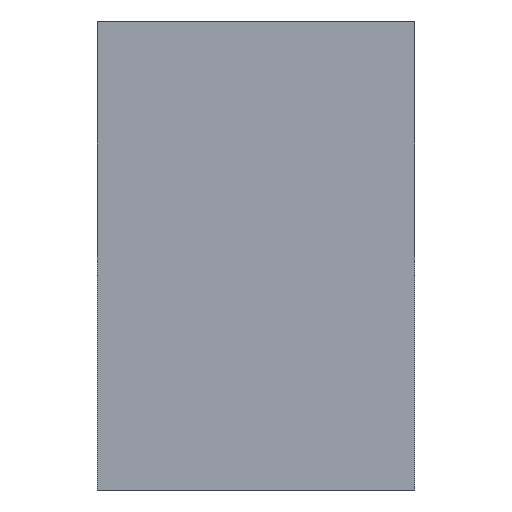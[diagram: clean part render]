
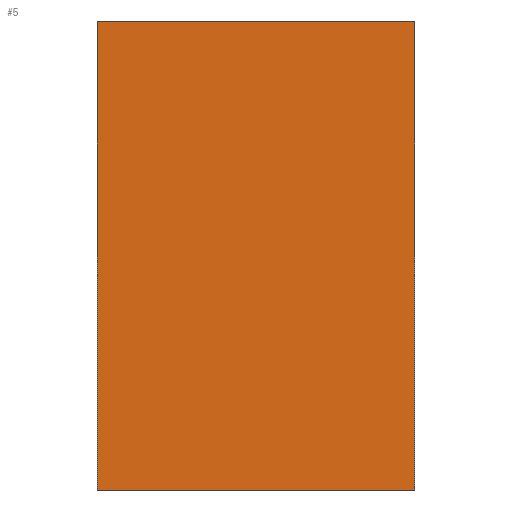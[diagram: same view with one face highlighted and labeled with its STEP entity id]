
A CAD part, left-side view. The second image highlights one B-rep face of the part: STEP entity #5.
In plain terms, the highlighted planar face has unit normal (-1, 0, 0).
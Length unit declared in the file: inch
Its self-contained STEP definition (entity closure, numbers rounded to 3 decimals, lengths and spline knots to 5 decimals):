
#5 = ADVANCED_FACE ( 'NONE', ( #41 ), #209, .F. ) ;
#23 = ORIENTED_EDGE ( 'NONE', *, *, #150, .T. ) ;
#41 = FACE_OUTER_BOUND ( 'NONE', #71, .T. ) ;
#43 = VECTOR ( 'NONE', #253, 39.37008 ) ;
#50 = ORIENTED_EDGE ( 'NONE', *, *, #435, .F. ) ;
#63 = ORIENTED_EDGE ( 'NONE', *, *, #430, .F. ) ;
#71 = EDGE_LOOP ( 'NONE', ( #23, #63, #50, #138 ) ) ;
#86 = LINE ( 'NONE', #252, #43 ) ;
#138 = ORIENTED_EDGE ( 'NONE', *, *, #159, .T. ) ;
#150 = EDGE_CURVE ( 'NONE', #181, #188, #86, .T. ) ;
#159 = EDGE_CURVE ( 'NONE', #179, #181, #446, .T. ) ;
#179 = VERTEX_POINT ( 'NONE', #302 ) ;
#181 = VERTEX_POINT ( 'NONE', #304 ) ;
#188 = VERTEX_POINT ( 'NONE', #311 ) ;
#189 = VERTEX_POINT ( 'NONE', #312 ) ;
#209 = PLANE ( 'NONE',  #427 ) ;
#210 = CARTESIAN_POINT ( 'NONE',  ( -0.53, 0., 0.118 ) ) ;
#211 = DIRECTION ( 'NONE',  ( 1., 0., 0. ) ) ;
#212 = DIRECTION ( 'NONE',  ( 0., 0., -1. ) ) ;
#252 = CARTESIAN_POINT ( 'NONE',  ( -0.53, 0., -0.118 ) ) ;
#253 = DIRECTION ( 'NONE',  ( 0., -1., 0. ) ) ;
#273 = CARTESIAN_POINT ( 'NONE',  ( -0.53, 0.16, 0.118 ) ) ;
#274 = DIRECTION ( 'NONE',  ( 0., 0., -1. ) ) ;
#302 = CARTESIAN_POINT ( 'NONE',  ( -0.53, 0.16, 0.118 ) ) ;
#304 = CARTESIAN_POINT ( 'NONE',  ( -0.53, 0.16, -0.118 ) ) ;
#311 = CARTESIAN_POINT ( 'NONE',  ( -0.53, 0., -0.118 ) ) ;
#312 = CARTESIAN_POINT ( 'NONE',  ( -0.53, 0., 0.118 ) ) ;
#343 = CARTESIAN_POINT ( 'NONE',  ( -0.53, 0., 0.118 ) ) ;
#344 = DIRECTION ( 'NONE',  ( 0., 0., -1. ) ) ;
#351 = CARTESIAN_POINT ( 'NONE',  ( -0.53, 0., 0.118 ) ) ;
#352 = DIRECTION ( 'NONE',  ( 0., -1., 0. ) ) ;
#427 = AXIS2_PLACEMENT_3D ( 'NONE', #210, #211, #212 ) ;
#430 = EDGE_CURVE ( 'NONE', #189, #188, #481, .T. ) ;
#435 = EDGE_CURVE ( 'NONE', #179, #189, #486, .T. ) ;
#446 = LINE ( 'NONE', #273, #449 ) ;
#449 = VECTOR ( 'NONE', #274, 39.37008 ) ;
#480 = VECTOR ( 'NONE', #344, 39.37008 ) ;
#481 = LINE ( 'NONE', #343, #480 ) ;
#486 = LINE ( 'NONE', #351, #487 ) ;
#487 = VECTOR ( 'NONE', #352, 39.37008 ) ;
